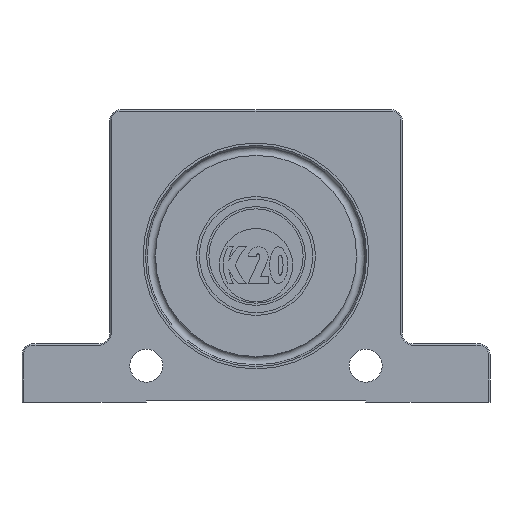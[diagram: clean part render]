
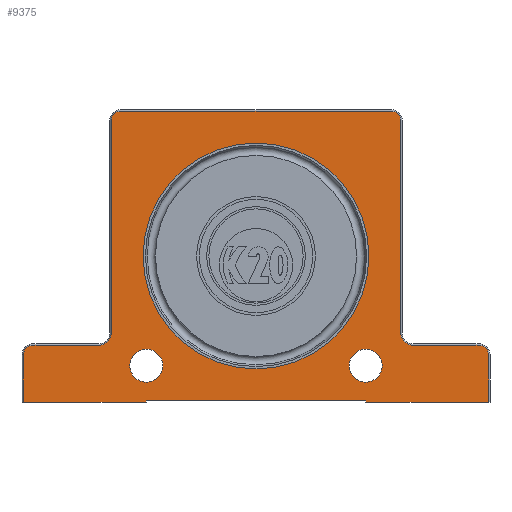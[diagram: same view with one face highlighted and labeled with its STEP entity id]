
A CAD part, left-side view. The second image highlights one B-rep face of the part: STEP entity #9375.
In plain terms, the highlighted planar face has unit normal (-1, 0, 0).
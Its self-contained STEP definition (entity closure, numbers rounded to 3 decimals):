
#8191=CARTESIAN_POINT('',(-16.5,-63.6,0.0));
#8192=VERTEX_POINT('',#8191);
#8209=CARTESIAN_POINT('',(-16.5,-63.6,13.));
#8210=VERTEX_POINT('',#8209);
#8217=CARTESIAN_POINT('',(-16.5,-63.6,13.));
#8218=DIRECTION('',(0.0,0.0,-1.0));
#8219=VECTOR('',#8218,13.);
#8220=LINE('',#8217,#8219);
#8221=EDGE_CURVE('',#8210,#8192,#8220,.T.);
#8233=CARTESIAN_POINT('',(-16.5,-61.,15.6));
#8234=VERTEX_POINT('',#8233);
#8241=CARTESIAN_POINT('',(-16.5,-61.,13.));
#8242=DIRECTION('',(1.0,0.0,0.0));
#8243=DIRECTION('',(0.0,-0.707,0.707));
#8244=AXIS2_PLACEMENT_3D('',#8241,#8242,#8243);
#8245=CIRCLE('',#8244,2.6);
#8246=EDGE_CURVE('',#8234,#8210,#8245,.T.);
#8266=CARTESIAN_POINT('',(-16.5,-43.0,15.6));
#8267=VERTEX_POINT('',#8266);
#8274=CARTESIAN_POINT('',(-16.5,-43.0,15.6));
#8275=DIRECTION('',(0.0,-1.0,0.0));
#8276=VECTOR('',#8275,18.);
#8277=LINE('',#8274,#8276);
#8278=EDGE_CURVE('',#8267,#8234,#8277,.T.);
#8295=CARTESIAN_POINT('',(-16.5,-39.6,19.));
#8296=VERTEX_POINT('',#8295);
#8303=CARTESIAN_POINT('',(-16.5,-43.0,19.));
#8304=DIRECTION('',(-1.,0.0,0.0));
#8305=DIRECTION('',(0.0,0.707,-0.707));
#8306=AXIS2_PLACEMENT_3D('',#8303,#8304,#8305);
#8307=CIRCLE('',#8306,3.4);
#8308=EDGE_CURVE('',#8296,#8267,#8307,.T.);
#8326=CARTESIAN_POINT('',(-16.5,-39.6,77.));
#8327=VERTEX_POINT('',#8326);
#8334=CARTESIAN_POINT('',(-16.5,-39.6,77.));
#8335=DIRECTION('',(0.0,0.0,-1.0));
#8336=VECTOR('',#8335,58.);
#8337=LINE('',#8334,#8336);
#8338=EDGE_CURVE('',#8327,#8296,#8337,.T.);
#8352=CARTESIAN_POINT('',(-16.5,-37.,79.6));
#8353=VERTEX_POINT('',#8352);
#8360=CARTESIAN_POINT('',(-16.5,-37.,77.));
#8361=DIRECTION('',(1.0,0.0,0.0));
#8362=DIRECTION('',(0.0,-0.707,0.707));
#8363=AXIS2_PLACEMENT_3D('',#8360,#8361,#8362);
#8364=CIRCLE('',#8363,2.6);
#8365=EDGE_CURVE('',#8353,#8327,#8364,.T.);
#8385=CARTESIAN_POINT('',(-16.5,37.,79.6));
#8386=VERTEX_POINT('',#8385);
#8393=CARTESIAN_POINT('',(-16.5,37.,79.6));
#8394=DIRECTION('',(0.0,-1.0,0.0));
#8395=VECTOR('',#8394,74.);
#8396=LINE('',#8393,#8395);
#8397=EDGE_CURVE('',#8386,#8353,#8396,.T.);
#8416=CARTESIAN_POINT('',(-16.5,39.6,77.0));
#8417=VERTEX_POINT('',#8416);
#8424=CARTESIAN_POINT('',(-16.5,37.,77.0));
#8425=DIRECTION('',(1.0,0.0,0.0));
#8426=DIRECTION('',(0.0,0.707,0.707));
#8427=AXIS2_PLACEMENT_3D('',#8424,#8425,#8426);
#8428=CIRCLE('',#8427,2.6);
#8429=EDGE_CURVE('',#8417,#8386,#8428,.T.);
#8449=CARTESIAN_POINT('',(-16.5,39.6,19.));
#8450=VERTEX_POINT('',#8449);
#8457=CARTESIAN_POINT('',(-16.5,39.6,19.));
#8458=DIRECTION('',(0.0,0.0,1.0));
#8459=VECTOR('',#8458,58.);
#8460=LINE('',#8457,#8459);
#8461=EDGE_CURVE('',#8450,#8417,#8460,.T.);
#8480=CARTESIAN_POINT('',(-16.5,43.,15.6));
#8481=VERTEX_POINT('',#8480);
#8488=CARTESIAN_POINT('',(-16.5,43.,19.));
#8489=DIRECTION('',(-1.,0.0,0.0));
#8490=DIRECTION('',(0.0,-0.707,-0.707));
#8491=AXIS2_PLACEMENT_3D('',#8488,#8489,#8490);
#8492=CIRCLE('',#8491,3.4);
#8493=EDGE_CURVE('',#8481,#8450,#8492,.T.);
#8513=CARTESIAN_POINT('',(-16.5,61.,15.6));
#8514=VERTEX_POINT('',#8513);
#8521=CARTESIAN_POINT('',(-16.5,61.,15.6));
#8522=DIRECTION('',(0.0,-1.0,0.0));
#8523=VECTOR('',#8522,18.);
#8524=LINE('',#8521,#8523);
#8525=EDGE_CURVE('',#8514,#8481,#8524,.T.);
#8544=CARTESIAN_POINT('',(-16.5,63.6,13.));
#8545=VERTEX_POINT('',#8544);
#8552=CARTESIAN_POINT('',(-16.5,61.,13.0));
#8553=DIRECTION('',(1.0,0.0,0.0));
#8554=DIRECTION('',(0.0,0.707,0.707));
#8555=AXIS2_PLACEMENT_3D('',#8552,#8553,#8554);
#8556=CIRCLE('',#8555,2.6);
#8557=EDGE_CURVE('',#8545,#8514,#8556,.T.);
#8577=CARTESIAN_POINT('',(-16.5,63.6,0.0));
#8578=VERTEX_POINT('',#8577);
#8585=CARTESIAN_POINT('',(-16.5,63.6,0.0));
#8586=DIRECTION('',(0.0,0.0,1.0));
#8587=VECTOR('',#8586,13.);
#8588=LINE('',#8585,#8587);
#8589=EDGE_CURVE('',#8578,#8545,#8588,.T.);
#8622=CARTESIAN_POINT('',(-16.5,30.0,0.0));
#8623=VERTEX_POINT('',#8622);
#8630=CARTESIAN_POINT('',(-16.5,30.0,0.0));
#8631=DIRECTION('',(0.0,1.0,0.0));
#8632=VECTOR('',#8631,33.6);
#8633=LINE('',#8630,#8632);
#8634=EDGE_CURVE('',#8623,#8578,#8633,.T.);
#9220=CARTESIAN_POINT('',(-16.5,-30.0,0.5));
#9221=VERTEX_POINT('',#9220);
#9229=CARTESIAN_POINT('',(-16.5,-30.0,0.0));
#9230=VERTEX_POINT('',#9229);
#9237=CARTESIAN_POINT('',(-16.5,-30.0,0.5));
#9238=DIRECTION('',(0.0,0.0,-1.0));
#9239=VECTOR('',#9238,0.5);
#9240=LINE('',#9237,#9239);
#9241=EDGE_CURVE('',#9221,#9230,#9240,.T.);
#9251=CARTESIAN_POINT('',(-16.5,30.0,0.5));
#9252=VERTEX_POINT('',#9251);
#9259=CARTESIAN_POINT('',(-16.5,30.0,0.0));
#9260=DIRECTION('',(0.0,0.0,1.0));
#9261=VECTOR('',#9260,0.5);
#9262=LINE('',#9259,#9261);
#9263=EDGE_CURVE('',#8623,#9252,#9262,.T.);
#9277=CARTESIAN_POINT('',(-16.5,30.0,0.5));
#9278=DIRECTION('',(0.0,-1.0,0.0));
#9279=VECTOR('',#9278,60.0);
#9280=LINE('',#9277,#9279);
#9281=EDGE_CURVE('',#9252,#9221,#9280,.T.);
#9293=CARTESIAN_POINT('',(-16.5,-63.6,0.0));
#9294=DIRECTION('',(0.0,1.0,0.0));
#9295=VECTOR('',#9294,33.6);
#9296=LINE('',#9293,#9295);
#9297=EDGE_CURVE('',#8192,#9230,#9296,.T.);
#9317=CARTESIAN_POINT('',(-16.5,26.667,34.667));
#9318=DIRECTION('',(1.0,0.0,0.0));
#9319=DIRECTION('',(0.0,0.0,-1.0));
#9320=AXIS2_PLACEMENT_3D('',#9317,#9318,#9319);
#9321=PLANE('',#9320);
#9322=ORIENTED_EDGE('',*,*,#8589,.F.);
#9323=ORIENTED_EDGE('',*,*,#8634,.F.);
#9324=ORIENTED_EDGE('',*,*,#9263,.T.);
#9325=ORIENTED_EDGE('',*,*,#9281,.T.);
#9326=ORIENTED_EDGE('',*,*,#9241,.T.);
#9327=ORIENTED_EDGE('',*,*,#9297,.F.);
#9328=ORIENTED_EDGE('',*,*,#8221,.F.);
#9329=ORIENTED_EDGE('',*,*,#8246,.F.);
#9330=ORIENTED_EDGE('',*,*,#8278,.F.);
#9331=ORIENTED_EDGE('',*,*,#8308,.F.);
#9332=ORIENTED_EDGE('',*,*,#8338,.F.);
#9333=ORIENTED_EDGE('',*,*,#8365,.F.);
#9334=ORIENTED_EDGE('',*,*,#8397,.F.);
#9335=ORIENTED_EDGE('',*,*,#8429,.F.);
#9336=ORIENTED_EDGE('',*,*,#8461,.F.);
#9337=ORIENTED_EDGE('',*,*,#8493,.F.);
#9338=ORIENTED_EDGE('',*,*,#8525,.F.);
#9339=ORIENTED_EDGE('',*,*,#8557,.F.);
#9340=EDGE_LOOP('',(#9322,#9323,#9324,#9325,#9326,#9327,#9328,#9329,#9330,#9331,#9332,#9333,#9334,#9335,#9336,#9337,#9338,#9339));
#9341=FACE_OUTER_BOUND('',#9340,.T.);
#9342=CARTESIAN_POINT('',(-16.5,-30.0,14.5));
#9343=VERTEX_POINT('',#9342);
#9344=CARTESIAN_POINT('',(-16.5,-30.0,10.));
#9345=DIRECTION('',(1.0,0.0,0.0));
#9346=DIRECTION('',(0.0,0.0,-1.0));
#9347=AXIS2_PLACEMENT_3D('',#9344,#9345,#9346);
#9348=CIRCLE('',#9347,4.5);
#9349=EDGE_CURVE('',#9343,#9343,#9348,.T.);
#9350=ORIENTED_EDGE('',*,*,#9349,.T.);
#9351=EDGE_LOOP('',(#9350));
#9352=FACE_BOUND('',#9351,.T.);
#9353=CARTESIAN_POINT('',(-16.5,30.0,14.5));
#9354=VERTEX_POINT('',#9353);
#9355=CARTESIAN_POINT('',(-16.5,30.0,10.));
#9356=DIRECTION('',(1.0,0.0,0.0));
#9357=DIRECTION('',(0.0,0.0,-1.0));
#9358=AXIS2_PLACEMENT_3D('',#9355,#9356,#9357);
#9359=CIRCLE('',#9358,4.5);
#9360=EDGE_CURVE('',#9354,#9354,#9359,.T.);
#9361=ORIENTED_EDGE('',*,*,#9360,.T.);
#9362=EDGE_LOOP('',(#9361));
#9363=FACE_BOUND('',#9362,.T.);
#9364=CARTESIAN_POINT('',(-16.5,0.0,9.1));
#9365=VERTEX_POINT('',#9364);
#9366=CARTESIAN_POINT('',(-16.5,0.0,40.));
#9367=DIRECTION('',(1.0,0.0,0.0));
#9368=DIRECTION('',(0.0,0.0,-1.0));
#9369=AXIS2_PLACEMENT_3D('',#9366,#9367,#9368);
#9370=CIRCLE('',#9369,30.9);
#9371=EDGE_CURVE('',#9365,#9365,#9370,.T.);
#9372=ORIENTED_EDGE('',*,*,#9371,.T.);
#9373=EDGE_LOOP('',(#9372));
#9374=FACE_BOUND('',#9373,.T.);
#9375=ADVANCED_FACE('',(#9341,#9352,#9363,#9374),#9321,.F.);
